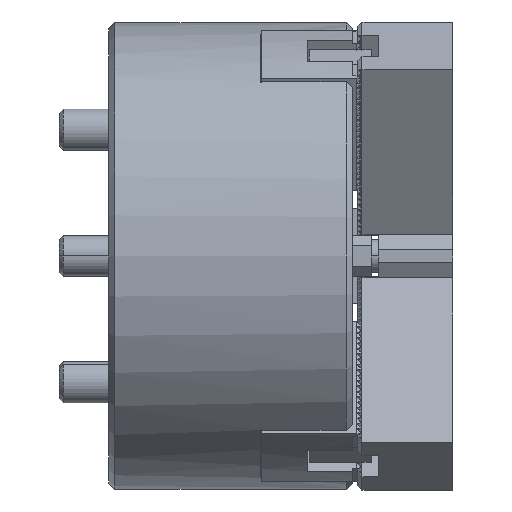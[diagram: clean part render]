
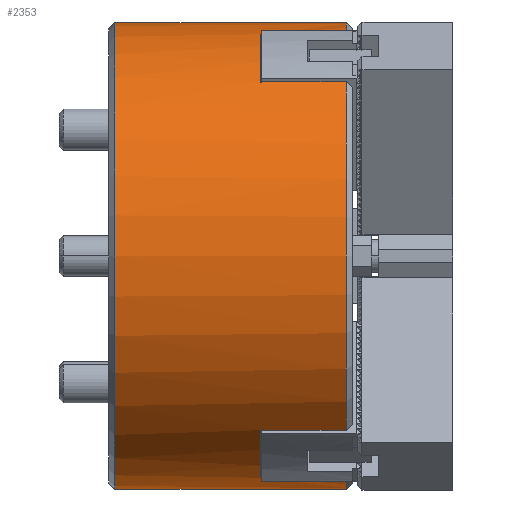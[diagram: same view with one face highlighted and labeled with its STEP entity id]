
A CAD part, front view. The second image highlights one B-rep face of the part: STEP entity #2353.
In plain terms, the highlighted cylindrical face has radius 56.5 mm (diameter 113 mm), a partial arc.
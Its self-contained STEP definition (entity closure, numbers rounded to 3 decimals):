
#180 = VERTEX_POINT ( 'NONE', #15309 ) ;
#358 = EDGE_CURVE ( 'NONE', #9345, #1770, #6361, .T. ) ;
#452 = CARTESIAN_POINT ( 'NONE',  ( -22.3, 0., 0. ) ) ;
#559 = CARTESIAN_POINT ( 'NONE',  ( 0., 0., 56.5 ) ) ;
#906 = EDGE_CURVE ( 'NONE', #5602, #1770, #9767, .T. ) ;
#1116 = CARTESIAN_POINT ( 'NONE',  ( -1.5, 0., 56.5 ) ) ;
#1165 = CARTESIAN_POINT ( 'NONE',  ( -1.5, -17.699, 53.656 ) ) ;
#1195 = CARTESIAN_POINT ( 'NONE',  ( -22.3, -17.699, -53.656 ) ) ;
#1517 = CARTESIAN_POINT ( 'NONE',  ( -22.3, -37.618, -42.156 ) ) ;
#1770 = VERTEX_POINT ( 'NONE', #19188 ) ;
#2097 = CARTESIAN_POINT ( 'NONE',  ( -22.3, 0., 0. ) ) ;
#2134 = CARTESIAN_POINT ( 'NONE',  ( 0., -37.618, 42.156 ) ) ;
#2353 = ADVANCED_FACE ( 'NONE', ( #25472 ), #4184, .T. ) ;
#2427 = ORIENTED_EDGE ( 'NONE', *, *, #20958, .T. ) ;
#2479 = DIRECTION ( 'NONE',  ( 0., 1., 0. ) ) ;
#2623 = DIRECTION ( 'NONE',  ( 1., 0., 0. ) ) ;
#2705 = CIRCLE ( 'NONE', #3744, 56.5 ) ;
#3710 = CIRCLE ( 'NONE', #7812, 56.5 ) ;
#3744 = AXIS2_PLACEMENT_3D ( 'NONE', #452, #14511, #2479 ) ;
#3881 = ORIENTED_EDGE ( 'NONE', *, *, #14534, .T. ) ;
#3902 = DIRECTION ( 'NONE',  ( 1., 0., 0. ) ) ;
#3914 = CARTESIAN_POINT ( 'NONE',  ( 0., 0., 0. ) ) ;
#3927 = EDGE_CURVE ( 'NONE', #180, #21853, #7555, .T. ) ;
#4116 = DIRECTION ( 'NONE',  ( 0., 1., 0. ) ) ;
#4184 = CYLINDRICAL_SURFACE ( 'NONE', #24817, 56.5 ) ;
#4298 = CARTESIAN_POINT ( 'NONE',  ( 0., -17.699, 53.656 ) ) ;
#4477 = ORIENTED_EDGE ( 'NONE', *, *, #906, .T. ) ;
#4582 = LINE ( 'NONE', #2134, #11192 ) ;
#4881 = CARTESIAN_POINT ( 'NONE',  ( -22.3, -37.618, 42.156 ) ) ;
#5120 = VERTEX_POINT ( 'NONE', #1517 ) ;
#5602 = VERTEX_POINT ( 'NONE', #17431 ) ;
#5842 = AXIS2_PLACEMENT_3D ( 'NONE', #12788, #10780, #22730 ) ;
#5933 = DIRECTION ( 'NONE',  ( 0., 0., -1. ) ) ;
#6337 = CARTESIAN_POINT ( 'NONE',  ( -1.5, 0., 0. ) ) ;
#6361 = CIRCLE ( 'NONE', #5842, 56.5 ) ;
#7135 = CARTESIAN_POINT ( 'NONE',  ( -1.5, -37.618, -42.156 ) ) ;
#7366 = EDGE_CURVE ( 'NONE', #16359, #16643, #4582, .T. ) ;
#7482 = EDGE_CURVE ( 'NONE', #19591, #5120, #2705, .T. ) ;
#7555 = LINE ( 'NONE', #4298, #22249 ) ;
#7623 = AXIS2_PLACEMENT_3D ( 'NONE', #21051, #9088, #23053 ) ;
#7636 = CARTESIAN_POINT ( 'NONE',  ( -1.5, -17.699, -53.656 ) ) ;
#7812 = AXIS2_PLACEMENT_3D ( 'NONE', #6337, #20315, #8335 ) ;
#7844 = ORIENTED_EDGE ( 'NONE', *, *, #3927, .T. ) ;
#7850 = DIRECTION ( 'NONE',  ( 1., 0., 0. ) ) ;
#7889 = CIRCLE ( 'NONE', #19503, 56.5 ) ;
#8330 = DIRECTION ( 'NONE',  ( 1., 0., 0. ) ) ;
#8335 = DIRECTION ( 'NONE',  ( 0., 0., -1. ) ) ;
#9088 = DIRECTION ( 'NONE',  ( 1., 0., 0. ) ) ;
#9345 = VERTEX_POINT ( 'NONE', #7636 ) ;
#9548 = CARTESIAN_POINT ( 'NONE',  ( 0., -17.699, -53.656 ) ) ;
#9767 = LINE ( 'NONE', #23745, #25079 ) ;
#9848 = VERTEX_POINT ( 'NONE', #1116 ) ;
#10136 = ORIENTED_EDGE ( 'NONE', *, *, #7366, .T. ) ;
#10341 = LINE ( 'NONE', #16454, #15059 ) ;
#10780 = DIRECTION ( 'NONE',  ( 1., 0., 0. ) ) ;
#11192 = VECTOR ( 'NONE', #14168, 1000. ) ;
#11933 = CARTESIAN_POINT ( 'NONE',  ( -1.5, -37.618, 42.156 ) ) ;
#12167 = ORIENTED_EDGE ( 'NONE', *, *, #7482, .T. ) ;
#12788 = CARTESIAN_POINT ( 'NONE',  ( -1.5, 0., 0. ) ) ;
#13088 = EDGE_CURVE ( 'NONE', #9848, #21853, #20067, .T. ) ;
#13208 = CARTESIAN_POINT ( 'NONE',  ( -57.5, 0., 56.5 ) ) ;
#13711 = EDGE_CURVE ( 'NONE', #19575, #5602, #16916, .T. ) ;
#14168 = DIRECTION ( 'NONE',  ( -1., 0., 0. ) ) ;
#14511 = DIRECTION ( 'NONE',  ( -1., 0., 0. ) ) ;
#14534 = EDGE_CURVE ( 'NONE', #9345, #19591, #14728, .T. ) ;
#14549 = DIRECTION ( 'NONE',  ( 1., 0., 0. ) ) ;
#14666 = CARTESIAN_POINT ( 'NONE',  ( -1.5, 0., 0. ) ) ;
#14728 = LINE ( 'NONE', #9548, #19375 ) ;
#15059 = VECTOR ( 'NONE', #14549, 1000. ) ;
#15142 = ORIENTED_EDGE ( 'NONE', *, *, #13711, .T. ) ;
#15259 = ORIENTED_EDGE ( 'NONE', *, *, #23402, .F. ) ;
#15309 = CARTESIAN_POINT ( 'NONE',  ( -22.3, -17.699, 53.656 ) ) ;
#16121 = DIRECTION ( 'NONE',  ( -1., 0., 0. ) ) ;
#16320 = ORIENTED_EDGE ( 'NONE', *, *, #358, .F. ) ;
#16359 = VERTEX_POINT ( 'NONE', #11933 ) ;
#16454 = CARTESIAN_POINT ( 'NONE',  ( 0., -37.618, -42.156 ) ) ;
#16596 = AXIS2_PLACEMENT_3D ( 'NONE', #14666, #2623, #16640 ) ;
#16640 = DIRECTION ( 'NONE',  ( 0., 0., -1. ) ) ;
#16643 = VERTEX_POINT ( 'NONE', #4881 ) ;
#16916 = CIRCLE ( 'NONE', #7623, 56.5 ) ;
#17431 = CARTESIAN_POINT ( 'NONE',  ( -57.5, 0., -56.5 ) ) ;
#18890 = VERTEX_POINT ( 'NONE', #7135 ) ;
#19188 = CARTESIAN_POINT ( 'NONE',  ( -1.5, 0., -56.5 ) ) ;
#19277 = ORIENTED_EDGE ( 'NONE', *, *, #13088, .F. ) ;
#19375 = VECTOR ( 'NONE', #25458, 1000. ) ;
#19503 = AXIS2_PLACEMENT_3D ( 'NONE', #2097, #16121, #4116 ) ;
#19575 = VERTEX_POINT ( 'NONE', #13208 ) ;
#19591 = VERTEX_POINT ( 'NONE', #1195 ) ;
#20002 = EDGE_CURVE ( 'NONE', #19575, #9848, #22638, .T. ) ;
#20067 = CIRCLE ( 'NONE', #16596, 56.5 ) ;
#20315 = DIRECTION ( 'NONE',  ( 1., 0., 0. ) ) ;
#20958 = EDGE_CURVE ( 'NONE', #16643, #180, #7889, .T. ) ;
#21051 = CARTESIAN_POINT ( 'NONE',  ( -57.5, 0., 0. ) ) ;
#21853 = VERTEX_POINT ( 'NONE', #1165 ) ;
#22008 = VECTOR ( 'NONE', #22522, 1000. ) ;
#22249 = VECTOR ( 'NONE', #8330, 1000. ) ;
#22413 = EDGE_CURVE ( 'NONE', #5120, #18890, #10341, .T. ) ;
#22522 = DIRECTION ( 'NONE',  ( 1., 0., 0. ) ) ;
#22638 = LINE ( 'NONE', #559, #22008 ) ;
#22730 = DIRECTION ( 'NONE',  ( 0., 0., -1. ) ) ;
#22992 = EDGE_LOOP ( 'NONE', ( #23705, #15142, #4477, #16320, #3881, #12167, #24821, #15259, #10136, #2427, #7844, #19277 ) ) ;
#23053 = DIRECTION ( 'NONE',  ( 0., 0., -1. ) ) ;
#23402 = EDGE_CURVE ( 'NONE', #16359, #18890, #3710, .T. ) ;
#23705 = ORIENTED_EDGE ( 'NONE', *, *, #20002, .F. ) ;
#23745 = CARTESIAN_POINT ( 'NONE',  ( 0., 0., -56.5 ) ) ;
#24817 = AXIS2_PLACEMENT_3D ( 'NONE', #3914, #7850, #5933 ) ;
#24821 = ORIENTED_EDGE ( 'NONE', *, *, #22413, .T. ) ;
#25079 = VECTOR ( 'NONE', #3902, 1000. ) ;
#25458 = DIRECTION ( 'NONE',  ( -1., 0., 0. ) ) ;
#25472 = FACE_OUTER_BOUND ( 'NONE', #22992, .T. ) ;
